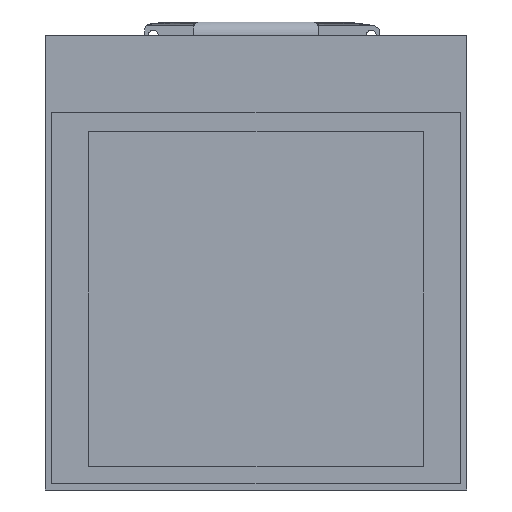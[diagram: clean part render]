
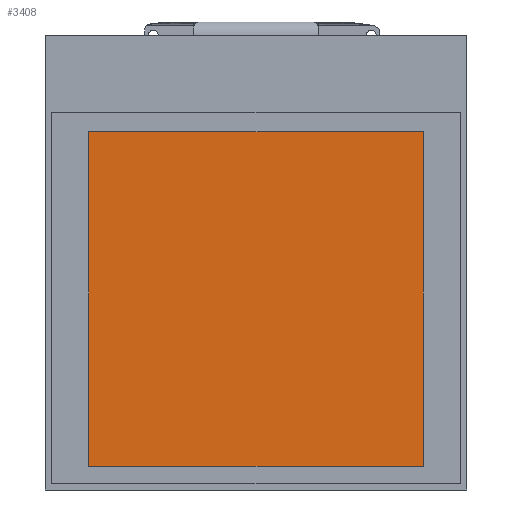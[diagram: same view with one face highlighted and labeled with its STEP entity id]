
A CAD part, left-side view. The second image highlights one B-rep face of the part: STEP entity #3408.
In plain terms, the highlighted planar face has unit normal (-1, 0, 0).
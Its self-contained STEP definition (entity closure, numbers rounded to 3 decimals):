
#293=FACE_OUTER_BOUND('',#465,.T.);
#465=EDGE_LOOP('',(#2984,#2985,#2986,#2987));
#858=LINE('',#5416,#1292);
#862=LINE('',#5423,#1296);
#865=LINE('',#5429,#1299);
#867=LINE('',#5432,#1301);
#1292=VECTOR('',#4333,10.);
#1296=VECTOR('',#4339,10.);
#1299=VECTOR('',#4344,10.);
#1301=VECTOR('',#4348,10.);
#1630=VERTEX_POINT('',#5413);
#1631=VERTEX_POINT('',#5415);
#1633=VERTEX_POINT('',#5421);
#1635=VERTEX_POINT('',#5427);
#2086=EDGE_CURVE('',#1630,#1631,#858,.T.);
#2090=EDGE_CURVE('',#1633,#1630,#862,.T.);
#2093=EDGE_CURVE('',#1635,#1633,#865,.T.);
#2095=EDGE_CURVE('',#1631,#1635,#867,.T.);
#2984=ORIENTED_EDGE('',*,*,#2095,.F.);
#2985=ORIENTED_EDGE('',*,*,#2086,.F.);
#2986=ORIENTED_EDGE('',*,*,#2090,.F.);
#2987=ORIENTED_EDGE('',*,*,#2093,.F.);
#3243=PLANE('',#3614);
#3408=ADVANCED_FACE('',(#293),#3243,.F.);
#3614=AXIS2_PLACEMENT_3D('',#5433,#4349,#4350);
#4333=DIRECTION('',(0.,0.,-1.));
#4339=DIRECTION('',(0.,-1.,0.));
#4344=DIRECTION('',(0.,0.,1.));
#4348=DIRECTION('',(0.,1.,0.));
#4349=DIRECTION('center_axis',(1.,0.,0.));
#4350=DIRECTION('ref_axis',(0.,0.,-1.));
#5413=CARTESIAN_POINT('',(7.625,-16.393,29.825));
#5415=CARTESIAN_POINT('',(7.625,-16.393,2.965));
#5416=CARTESIAN_POINT('',(7.625,-16.393,29.825));
#5421=CARTESIAN_POINT('',(7.625,10.467,29.825));
#5423=CARTESIAN_POINT('',(7.625,10.467,29.825));
#5427=CARTESIAN_POINT('',(7.625,10.467,2.965));
#5429=CARTESIAN_POINT('',(7.625,10.467,2.965));
#5432=CARTESIAN_POINT('',(7.625,-16.393,2.965));
#5433=CARTESIAN_POINT('Origin',(7.625,-2.963,16.395));
